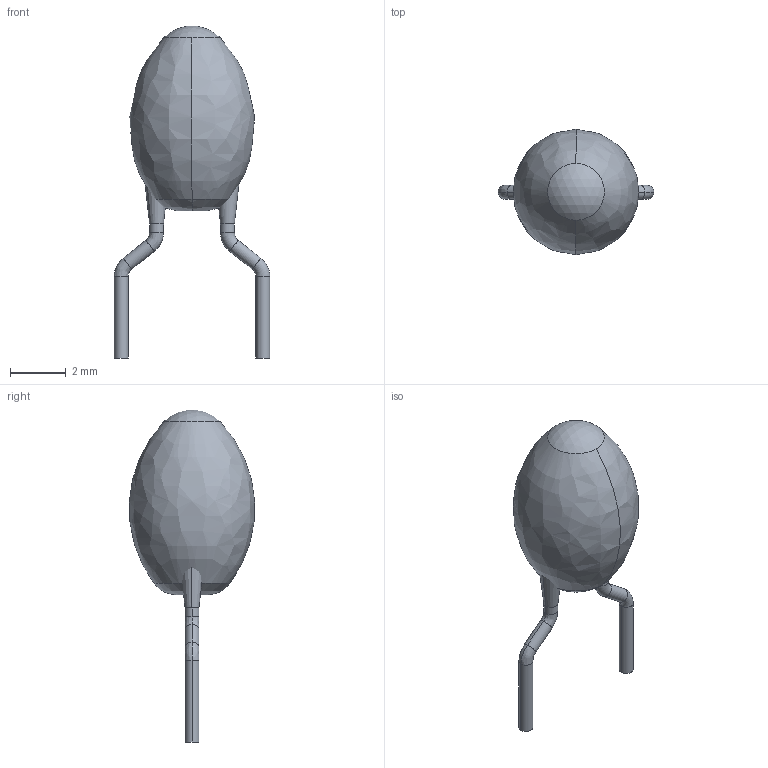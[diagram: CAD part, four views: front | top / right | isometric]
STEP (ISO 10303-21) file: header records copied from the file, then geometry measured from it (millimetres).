
FILE_DESCRIPTION((''),'2;1');
FILE_NAME('CAPPRB508-450X850.stp','2010-08-19T18:10:40',(''),(''),'Mechanical Desktop 2010','Mechanical Desktop 2010',', , ');
FILE_SCHEMA(('AUTOMOTIVE_DESIGN { 1 2 10303 214 1 1 1 1 }'));
Length unit declared in the file: millimetre
Products named in the file (1): Product
Bounding box: 5.58 x 4.48 x 11.89 mm (x, y, z)
Volume: 74.8 mm3; surface area: 115.2 mm2
Topology: 5 solids, 5 shells, 38 faces, 69 edges, 41 vertices
Faces by surface type: bspline 20, cylinder 6, plane 5, torus 4, cone 2, sphere 1
Entity records: 1226 total; most frequent: CARTESIAN_POINT 457, DIRECTION 160, ORIENTED_EDGE 138, AXIS2_PLACEMENT_3D 72, EDGE_CURVE 69, CIRCLE 53, VERTEX_POINT 41, EDGE_LOOP 38
